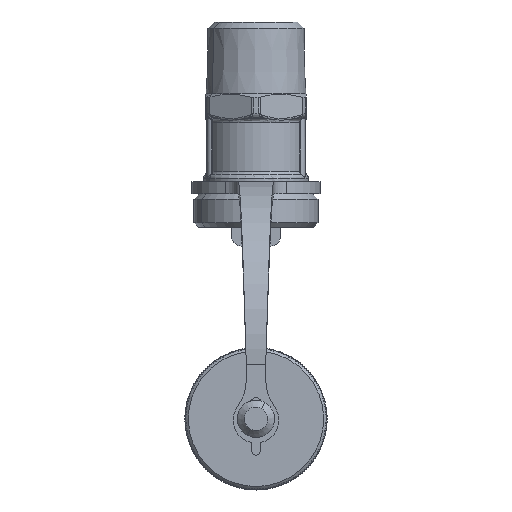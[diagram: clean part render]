
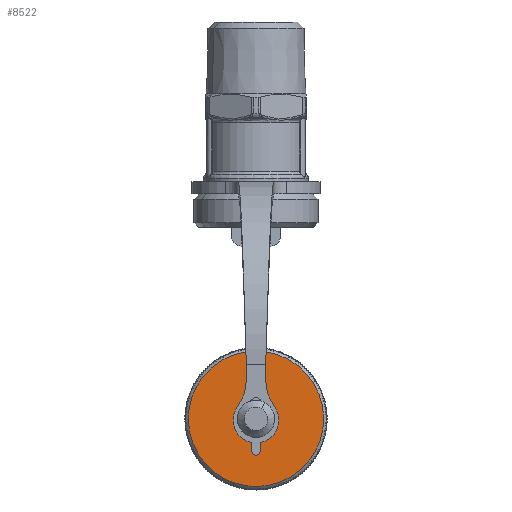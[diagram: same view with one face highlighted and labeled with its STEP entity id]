
A CAD part, left-side view. The second image highlights one B-rep face of the part: STEP entity #8522.
In plain terms, the highlighted planar face has unit normal (-1, 0, 0).
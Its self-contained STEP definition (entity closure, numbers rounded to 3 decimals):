
#6954=CARTESIAN_POINT('Control Point',(-54.717,2.082,-29.078)) ;
#6955=CARTESIAN_POINT('Control Point',(-54.717,2.079,-29.143)) ;
#6956=CARTESIAN_POINT('Control Point',(-54.717,2.077,-29.207)) ;
#6957=CARTESIAN_POINT('Control Point',(-54.717,2.075,-29.272)) ;
#6958=CARTESIAN_POINT('Vertex',(-54.717,2.082,-29.078)) ;
#6960=CARTESIAN_POINT('Vertex',(-54.717,2.075,-29.272)) ;
#7006=CARTESIAN_POINT('Control Point',(-54.717,-2.082,-29.078)) ;
#7007=CARTESIAN_POINT('Control Point',(-54.717,-2.079,-29.143)) ;
#7008=CARTESIAN_POINT('Control Point',(-54.717,-2.077,-29.207)) ;
#7009=CARTESIAN_POINT('Control Point',(-54.717,-2.075,-29.272)) ;
#7010=CARTESIAN_POINT('Vertex',(-54.717,-2.082,-29.078)) ;
#7012=CARTESIAN_POINT('Vertex',(-54.717,-2.075,-29.272)) ;
#7058=CARTESIAN_POINT('Control Point',(-54.717,2.082,-29.078)) ;
#7059=CARTESIAN_POINT('Control Point',(-54.717,-2.082,-29.078)) ;
#8170=CARTESIAN_POINT('Vertex',(-54.717,0.9,-46.088)) ;
#8177=CARTESIAN_POINT('Vertex',(-54.717,3.971,-38.401)) ;
#8180=CARTESIAN_POINT('Axis2P3D Location',(-54.717,0.,-41.272)) ;
#8197=CARTESIAN_POINT('Axis2P3D Location',(-54.717,12.075,-32.542)) ;
#8201=CARTESIAN_POINT('Vertex',(-54.717,2.075,-32.542)) ;
#8221=CARTESIAN_POINT('Line Origine',(-54.717,2.075,-30.907)) ;
#8238=CARTESIAN_POINT('Line Origine',(-54.717,-2.075,-30.907)) ;
#8242=CARTESIAN_POINT('Vertex',(-54.717,-2.075,-32.542)) ;
#8262=CARTESIAN_POINT('Axis2P3D Location',(-54.717,-12.075,-32.542)) ;
#8266=CARTESIAN_POINT('Vertex',(-54.717,-3.971,-38.401)) ;
#8290=CARTESIAN_POINT('Vertex',(-54.717,-0.9,-46.088)) ;
#8293=CARTESIAN_POINT('Axis2P3D Location',(-54.717,0.,-41.272)) ;
#8310=CARTESIAN_POINT('Line Origine',(-54.717,-0.9,-46.98)) ;
#8314=CARTESIAN_POINT('Vertex',(-54.717,-0.9,-47.872)) ;
#8338=CARTESIAN_POINT('Vertex',(-54.717,0.9,-47.872)) ;
#8341=CARTESIAN_POINT('Axis2P3D Location',(-54.717,0.,-47.872)) ;
#8358=CARTESIAN_POINT('Line Origine',(-54.717,0.9,-46.98)) ;
#8485=CARTESIAN_POINT('Axis2P3D Location',(-54.717,0.,-56.)) ;
#8490=CARTESIAN_POINT('Axis2P3D Location',(-54.717,0.,-41.)) ;
#8494=CARTESIAN_POINT('Vertex',(-54.717,6.952,-53.725)) ;
#8496=CARTESIAN_POINT('Vertex',(-54.717,-6.952,-28.275)) ;
#8499=CARTESIAN_POINT('Axis2P3D Location',(-54.717,0.,-41.)) ;
#8181=DIRECTION('Axis2P3D Direction',(1.,-0.,0.)) ;
#8198=DIRECTION('Axis2P3D Direction',(1.,-0.,0.)) ;
#8222=DIRECTION('Vector Direction',(0.,0.,1.)) ;
#8239=DIRECTION('Vector Direction',(0.,0.,1.)) ;
#8263=DIRECTION('Axis2P3D Direction',(1.,-0.,0.)) ;
#8294=DIRECTION('Axis2P3D Direction',(1.,-0.,0.)) ;
#8311=DIRECTION('Vector Direction',(0.,0.,1.)) ;
#8342=DIRECTION('Axis2P3D Direction',(1.,-0.,0.)) ;
#8359=DIRECTION('Vector Direction',(0.,0.,1.)) ;
#8486=DIRECTION('Axis2P3D Direction',(1.,0.,0.)) ;
#8487=DIRECTION('Axis2P3D XDirection',(0.,1.,0.)) ;
#8491=DIRECTION('Axis2P3D Direction',(1.,0.,0.)) ;
#8500=DIRECTION('Axis2P3D Direction',(1.,0.,0.)) ;
#8182=AXIS2_PLACEMENT_3D('Circle Axis2P3D',#8180,#8181,$) ;
#8199=AXIS2_PLACEMENT_3D('Circle Axis2P3D',#8197,#8198,$) ;
#8264=AXIS2_PLACEMENT_3D('Circle Axis2P3D',#8262,#8263,$) ;
#8295=AXIS2_PLACEMENT_3D('Circle Axis2P3D',#8293,#8294,$) ;
#8343=AXIS2_PLACEMENT_3D('Circle Axis2P3D',#8341,#8342,$) ;
#8488=AXIS2_PLACEMENT_3D('Plane Axis2P3D',#8485,#8486,#8487) ;
#8492=AXIS2_PLACEMENT_3D('Circle Axis2P3D',#8490,#8491,$) ;
#8501=AXIS2_PLACEMENT_3D('Circle Axis2P3D',#8499,#8500,$) ;
#8505=ORIENTED_EDGE('',*,*,#8498,.F.) ;
#8506=ORIENTED_EDGE('',*,*,#8503,.F.) ;
#8509=ORIENTED_EDGE('',*,*,#7060,.T.) ;
#8510=ORIENTED_EDGE('',*,*,#7014,.T.) ;
#8511=ORIENTED_EDGE('',*,*,#8244,.F.) ;
#8512=ORIENTED_EDGE('',*,*,#8268,.F.) ;
#8513=ORIENTED_EDGE('',*,*,#8297,.T.) ;
#8514=ORIENTED_EDGE('',*,*,#8316,.F.) ;
#8515=ORIENTED_EDGE('',*,*,#8345,.T.) ;
#8516=ORIENTED_EDGE('',*,*,#8362,.T.) ;
#8517=ORIENTED_EDGE('',*,*,#8184,.T.) ;
#8518=ORIENTED_EDGE('',*,*,#8203,.F.) ;
#8519=ORIENTED_EDGE('',*,*,#8225,.T.) ;
#8520=ORIENTED_EDGE('',*,*,#6962,.F.) ;
#8521=FACE_BOUND('',#8508,.T.) ;
#8223=VECTOR('Line Direction',#8222,1.) ;
#8240=VECTOR('Line Direction',#8239,1.) ;
#8312=VECTOR('Line Direction',#8311,1.) ;
#8360=VECTOR('Line Direction',#8359,1.) ;
#8522=ADVANCED_FACE('PartBody',(#8507,#8521),#8489,.F.) ;
#6953=B_SPLINE_CURVE_WITH_KNOTS('',3,(#6954,#6955,#6956,#6957),.UNSPECIFIED.,.F.,.U.,(4,4),(0.,0.28),.UNSPECIFIED.) ;
#7005=B_SPLINE_CURVE_WITH_KNOTS('',3,(#7006,#7007,#7008,#7009),.UNSPECIFIED.,.F.,.U.,(4,4),(0.,0.28),.UNSPECIFIED.) ;
#7057=B_SPLINE_CURVE_WITH_KNOTS('',1,(#7058,#7059),.UNSPECIFIED.,.F.,.U.,(2,2),(2.6,10.15),.UNSPECIFIED.) ;
#8183=CIRCLE('generated circle',#8182,4.9) ;
#8200=CIRCLE('generated circle',#8199,10.) ;
#8265=CIRCLE('generated circle',#8264,10.) ;
#8296=CIRCLE('generated circle',#8295,4.9) ;
#8344=CIRCLE('generated circle',#8343,0.9) ;
#8493=CIRCLE('generated circle',#8492,14.5) ;
#8502=CIRCLE('generated circle',#8501,14.5) ;
#6962=EDGE_CURVE('',#6959,#6961,#6953,.T.) ;
#7014=EDGE_CURVE('',#7011,#7013,#7005,.T.) ;
#7060=EDGE_CURVE('',#6959,#7011,#7057,.T.) ;
#8184=EDGE_CURVE('',#8171,#8178,#8183,.T.) ;
#8203=EDGE_CURVE('',#8202,#8178,#8200,.T.) ;
#8225=EDGE_CURVE('',#8202,#6961,#8224,.T.) ;
#8244=EDGE_CURVE('',#8243,#7013,#8241,.T.) ;
#8268=EDGE_CURVE('',#8267,#8243,#8265,.T.) ;
#8297=EDGE_CURVE('',#8267,#8291,#8296,.T.) ;
#8316=EDGE_CURVE('',#8315,#8291,#8313,.T.) ;
#8345=EDGE_CURVE('',#8315,#8339,#8344,.T.) ;
#8362=EDGE_CURVE('',#8339,#8171,#8361,.T.) ;
#8498=EDGE_CURVE('',#8495,#8497,#8493,.T.) ;
#8503=EDGE_CURVE('',#8497,#8495,#8502,.T.) ;
#8504=EDGE_LOOP('',(#8505,#8506)) ;
#8508=EDGE_LOOP('',(#8509,#8510,#8511,#8512,#8513,#8514,#8515,#8516,#8517,#8518,#8519,#8520)) ;
#8507=FACE_OUTER_BOUND('',#8504,.T.) ;
#8224=LINE('Line',#8221,#8223) ;
#8241=LINE('Line',#8238,#8240) ;
#8313=LINE('Line',#8310,#8312) ;
#8361=LINE('Line',#8358,#8360) ;
#8489=PLANE('',#8488) ;
#6959=VERTEX_POINT('',#6958) ;
#6961=VERTEX_POINT('',#6960) ;
#7011=VERTEX_POINT('',#7010) ;
#7013=VERTEX_POINT('',#7012) ;
#8171=VERTEX_POINT('',#8170) ;
#8178=VERTEX_POINT('',#8177) ;
#8202=VERTEX_POINT('',#8201) ;
#8243=VERTEX_POINT('',#8242) ;
#8267=VERTEX_POINT('',#8266) ;
#8291=VERTEX_POINT('',#8290) ;
#8315=VERTEX_POINT('',#8314) ;
#8339=VERTEX_POINT('',#8338) ;
#8495=VERTEX_POINT('',#8494) ;
#8497=VERTEX_POINT('',#8496) ;
